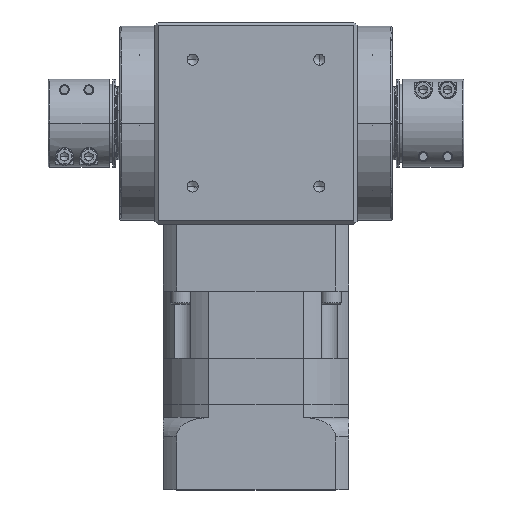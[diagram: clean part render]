
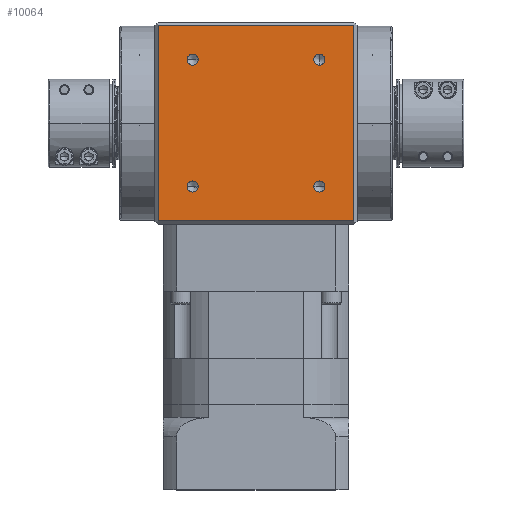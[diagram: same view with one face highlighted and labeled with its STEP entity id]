
A CAD part, top view. The second image highlights one B-rep face of the part: STEP entity #10064.
In plain terms, the highlighted planar face has unit normal (0, 0, 1).
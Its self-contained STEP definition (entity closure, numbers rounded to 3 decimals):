
#71 = CIRCLE ( 'NONE', #34168, 3.4 ) ;
#216 = ORIENTED_EDGE ( 'NONE', *, *, #18336, .F. ) ;
#868 = ORIENTED_EDGE ( 'NONE', *, *, #20776, .F. ) ;
#971 = FACE_OUTER_BOUND ( 'NONE', #5216, .T. ) ;
#1080 = EDGE_CURVE ( 'NONE', #35164, #4550, #24027, .T. ) ;
#1115 = DIRECTION ( 'NONE',  ( 0., 0., 1. ) ) ;
#1228 = CIRCLE ( 'NONE', #24818, 3.4 ) ;
#1359 = CARTESIAN_POINT ( 'NONE',  ( -59.887, 136.3, 62. ) ) ;
#1395 = CARTESIAN_POINT ( 'NONE',  ( 38.891, 154.009, 62. ) ) ;
#2034 = EDGE_CURVE ( 'NONE', #41388, #28436, #71, .T. ) ;
#2140 = DIRECTION ( 'NONE',  ( 0., 0., 1. ) ) ;
#2371 = AXIS2_PLACEMENT_3D ( 'NONE', #4404, #26662, #7653 ) ;
#2705 = CIRCLE ( 'NONE', #10507, 3.4 ) ;
#2968 = ORIENTED_EDGE ( 'NONE', *, *, #1080, .F. ) ;
#3076 = VERTEX_POINT ( 'NONE', #34150 ) ;
#4008 = CARTESIAN_POINT ( 'NONE',  ( 59.887, 0., 62. ) ) ;
#4404 = CARTESIAN_POINT ( 'NONE',  ( -75., 258.3, 62. ) ) ;
#4550 = VERTEX_POINT ( 'NONE', #1395 ) ;
#4689 = ORIENTED_EDGE ( 'NONE', *, *, #36822, .F. ) ;
#4809 = CARTESIAN_POINT ( 'NONE',  ( -38.891, 238.591, 62. ) ) ;
#5161 = DIRECTION ( 'NONE',  ( -1., 0., 0. ) ) ;
#5216 = EDGE_LOOP ( 'NONE', ( #33347, #216, #40012, #868 ) ) ;
#5933 = CARTESIAN_POINT ( 'NONE',  ( 38.891, 157.409, 62. ) ) ;
#6981 = CARTESIAN_POINT ( 'NONE',  ( -38.891, 154.009, 62. ) ) ;
#7653 = DIRECTION ( 'NONE',  ( 0., 1., 0. ) ) ;
#7928 = VECTOR ( 'NONE', #5161, 1000. ) ;
#7941 = CIRCLE ( 'NONE', #13168, 3.4 ) ;
#8376 = VERTEX_POINT ( 'NONE', #38586 ) ;
#8453 = VECTOR ( 'NONE', #35358, 1000. ) ;
#8570 = CARTESIAN_POINT ( 'NONE',  ( 38.891, 235.191, 62. ) ) ;
#9322 = ORIENTED_EDGE ( 'NONE', *, *, #2034, .F. ) ;
#9498 = EDGE_LOOP ( 'NONE', ( #4689, #2968 ) ) ;
#10064 = ADVANCED_FACE ( 'NONE', ( #10469, #25383, #26376, #33876, #971 ), #10685, .F. ) ;
#10469 = FACE_BOUND ( 'NONE', #38991, .T. ) ;
#10507 = AXIS2_PLACEMENT_3D ( 'NONE', #16790, #39151, #20019 ) ;
#10684 = ORIENTED_EDGE ( 'NONE', *, *, #27039, .F. ) ;
#10685 = PLANE ( 'NONE',  #2371 ) ;
#10830 = CARTESIAN_POINT ( 'NONE',  ( -38.891, 157.409, 62. ) ) ;
#11537 = CARTESIAN_POINT ( 'NONE',  ( 59.887, 256.3, 62. ) ) ;
#11647 = CIRCLE ( 'NONE', #37686, 3.4 ) ;
#11735 = DIRECTION ( 'NONE',  ( 0., -1., 0. ) ) ;
#12741 = EDGE_CURVE ( 'NONE', #3076, #8376, #1228, .T. ) ;
#13071 = CARTESIAN_POINT ( 'NONE',  ( -59.887, 0., 62. ) ) ;
#13168 = AXIS2_PLACEMENT_3D ( 'NONE', #14799, #37149, #18037 ) ;
#13658 = DIRECTION ( 'NONE',  ( 0., -1., 0. ) ) ;
#13732 = DIRECTION ( 'NONE',  ( 0., 0., 1. ) ) ;
#13987 = DIRECTION ( 'NONE',  ( 0., -1., 0. ) ) ;
#14592 = DIRECTION ( 'NONE',  ( 0., 0., 1. ) ) ;
#14799 = CARTESIAN_POINT ( 'NONE',  ( 38.891, 157.409, 62. ) ) ;
#15946 = CARTESIAN_POINT ( 'NONE',  ( 38.891, 160.809, 62. ) ) ;
#16790 = CARTESIAN_POINT ( 'NONE',  ( -38.891, 235.191, 62. ) ) ;
#16798 = EDGE_CURVE ( 'NONE', #32428, #29861, #32833, .T. ) ;
#17138 = CARTESIAN_POINT ( 'NONE',  ( -38.891, 157.409, 62. ) ) ;
#18037 = DIRECTION ( 'NONE',  ( 0., -1., 0. ) ) ;
#18253 = EDGE_CURVE ( 'NONE', #26669, #26029, #19250, .T. ) ;
#18336 = EDGE_CURVE ( 'NONE', #29861, #26669, #33203, .T. ) ;
#19250 = LINE ( 'NONE', #4008, #27700 ) ;
#19451 = AXIS2_PLACEMENT_3D ( 'NONE', #5933, #13732, #33209 ) ;
#19842 = EDGE_CURVE ( 'NONE', #28539, #35513, #2705, .T. ) ;
#20019 = DIRECTION ( 'NONE',  ( 0., -1., 0. ) ) ;
#20194 = CARTESIAN_POINT ( 'NONE',  ( -38.891, 235.191, 62. ) ) ;
#20466 = CIRCLE ( 'NONE', #38049, 3.4 ) ;
#20570 = DIRECTION ( 'NONE',  ( 1., 0., 0. ) ) ;
#20776 = EDGE_CURVE ( 'NONE', #26029, #32428, #35302, .T. ) ;
#21866 = EDGE_CURVE ( 'NONE', #8376, #3076, #30675, .T. ) ;
#23378 = DIRECTION ( 'NONE',  ( 0., -1., 0. ) ) ;
#23978 = EDGE_CURVE ( 'NONE', #35513, #28539, #11647, .T. ) ;
#24027 = CIRCLE ( 'NONE', #19451, 3.4 ) ;
#24719 = VECTOR ( 'NONE', #20570, 1000. ) ;
#24818 = AXIS2_PLACEMENT_3D ( 'NONE', #8570, #30797, #11735 ) ;
#25054 = CARTESIAN_POINT ( 'NONE',  ( -38.891, 231.791, 62. ) ) ;
#25383 = FACE_BOUND ( 'NONE', #28380, .T. ) ;
#26029 = VERTEX_POINT ( 'NONE', #27637 ) ;
#26376 = FACE_BOUND ( 'NONE', #9498, .T. ) ;
#26662 = DIRECTION ( 'NONE',  ( 0., 0., -1. ) ) ;
#26669 = VERTEX_POINT ( 'NONE', #11537 ) ;
#27039 = EDGE_CURVE ( 'NONE', #28436, #41388, #20466, .T. ) ;
#27405 = CARTESIAN_POINT ( 'NONE',  ( -75., 136.3, 62. ) ) ;
#27637 = CARTESIAN_POINT ( 'NONE',  ( 59.887, 136.3, 62. ) ) ;
#27700 = VECTOR ( 'NONE', #39018, 1000. ) ;
#28380 = EDGE_LOOP ( 'NONE', ( #40665, #30030 ) ) ;
#28436 = VERTEX_POINT ( 'NONE', #41229 ) ;
#28539 = VERTEX_POINT ( 'NONE', #25054 ) ;
#29212 = ORIENTED_EDGE ( 'NONE', *, *, #23978, .F. ) ;
#29861 = VERTEX_POINT ( 'NONE', #41282 ) ;
#30030 = ORIENTED_EDGE ( 'NONE', *, *, #12741, .F. ) ;
#30675 = CIRCLE ( 'NONE', #36203, 3.4 ) ;
#30797 = DIRECTION ( 'NONE',  ( 0., 0., 1. ) ) ;
#32428 = VERTEX_POINT ( 'NONE', #1359 ) ;
#32701 = ORIENTED_EDGE ( 'NONE', *, *, #19842, .F. ) ;
#32833 = LINE ( 'NONE', #13071, #8453 ) ;
#33104 = DIRECTION ( 'NONE',  ( 0., 0., 1. ) ) ;
#33203 = LINE ( 'NONE', #33259, #24719 ) ;
#33209 = DIRECTION ( 'NONE',  ( 0., -1., 0. ) ) ;
#33259 = CARTESIAN_POINT ( 'NONE',  ( -75., 256.3, 62. ) ) ;
#33347 = ORIENTED_EDGE ( 'NONE', *, *, #18253, .F. ) ;
#33716 = CARTESIAN_POINT ( 'NONE',  ( 38.891, 235.191, 62. ) ) ;
#33876 = FACE_BOUND ( 'NONE', #37242, .T. ) ;
#34150 = CARTESIAN_POINT ( 'NONE',  ( 38.891, 238.591, 62. ) ) ;
#34168 = AXIS2_PLACEMENT_3D ( 'NONE', #17138, #2140, #13658 ) ;
#35164 = VERTEX_POINT ( 'NONE', #15946 ) ;
#35302 = LINE ( 'NONE', #27405, #7928 ) ;
#35358 = DIRECTION ( 'NONE',  ( 0., 1., 0. ) ) ;
#35513 = VERTEX_POINT ( 'NONE', #4809 ) ;
#36203 = AXIS2_PLACEMENT_3D ( 'NONE', #33716, #14592, #36944 ) ;
#36822 = EDGE_CURVE ( 'NONE', #4550, #35164, #7941, .T. ) ;
#36944 = DIRECTION ( 'NONE',  ( 0., -1., 0. ) ) ;
#37149 = DIRECTION ( 'NONE',  ( 0., 0., 1. ) ) ;
#37242 = EDGE_LOOP ( 'NONE', ( #9322, #10684 ) ) ;
#37686 = AXIS2_PLACEMENT_3D ( 'NONE', #20194, #1115, #23378 ) ;
#38049 = AXIS2_PLACEMENT_3D ( 'NONE', #10830, #33104, #13987 ) ;
#38586 = CARTESIAN_POINT ( 'NONE',  ( 38.891, 231.791, 62. ) ) ;
#38991 = EDGE_LOOP ( 'NONE', ( #32701, #29212 ) ) ;
#39018 = DIRECTION ( 'NONE',  ( 0., -1., 0. ) ) ;
#39151 = DIRECTION ( 'NONE',  ( 0., 0., 1. ) ) ;
#40012 = ORIENTED_EDGE ( 'NONE', *, *, #16798, .F. ) ;
#40665 = ORIENTED_EDGE ( 'NONE', *, *, #21866, .F. ) ;
#41229 = CARTESIAN_POINT ( 'NONE',  ( -38.891, 160.809, 62. ) ) ;
#41282 = CARTESIAN_POINT ( 'NONE',  ( -59.887, 256.3, 62. ) ) ;
#41388 = VERTEX_POINT ( 'NONE', #6981 ) ;
